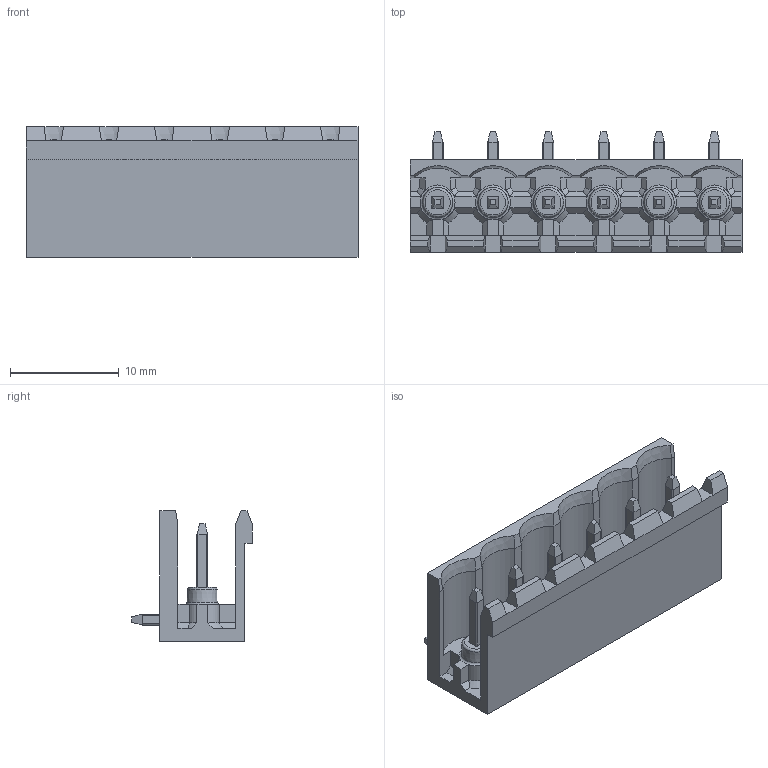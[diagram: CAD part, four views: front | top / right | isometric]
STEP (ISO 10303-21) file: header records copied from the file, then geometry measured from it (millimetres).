
FILE_DESCRIPTION(/* description */ ('Unknown'),/* implementation_level */ '2;1');
FILE_NAME(/* name */ '691701530006B',/* time_stamp */ '2023-12-13T15:11:20+01:00',/* author */ ('Unknown'),/* organization */ ('Unknown'),/* preprocessor_version */ 'ST-DEVELOPER v18.102',/* originating_system */ 'Solid Edge',/* authorisation */ 'Unknown');
FILE_SCHEMA (('AUTOMOTIVE_DESIGN {1 0 10303 214 3 1 1}'));
Length unit declared in the file: millimetre
Products named in the file (3): 6917015300xxB; 691701500006B; 6917015300xxB_PIN
Assembly tree (7 placements, depth 2):
  6917015300xxB
    691701500006B
    6917015300xxB_PIN  x6
Bounding box: 30.48 x 11.1 x 12 mm (x, y, z)
Volume: 1149 mm3; surface area: 2663.1 mm2
Topology: 7 solids, 7 shells, 555 faces, 1461 edges, 926 vertices
Faces by surface type: plane 387, cylinder 90, cone 36, torus 36, sphere 6
Entity records: 12273 total; most frequent: CARTESIAN_POINT 2300, ORIENTED_EDGE 2078, DIRECTION 1957, EDGE_CURVE 1039, LINE 827, VECTOR 827, VERTEX_POINT 668, AXIS2_PLACEMENT_3D 565
